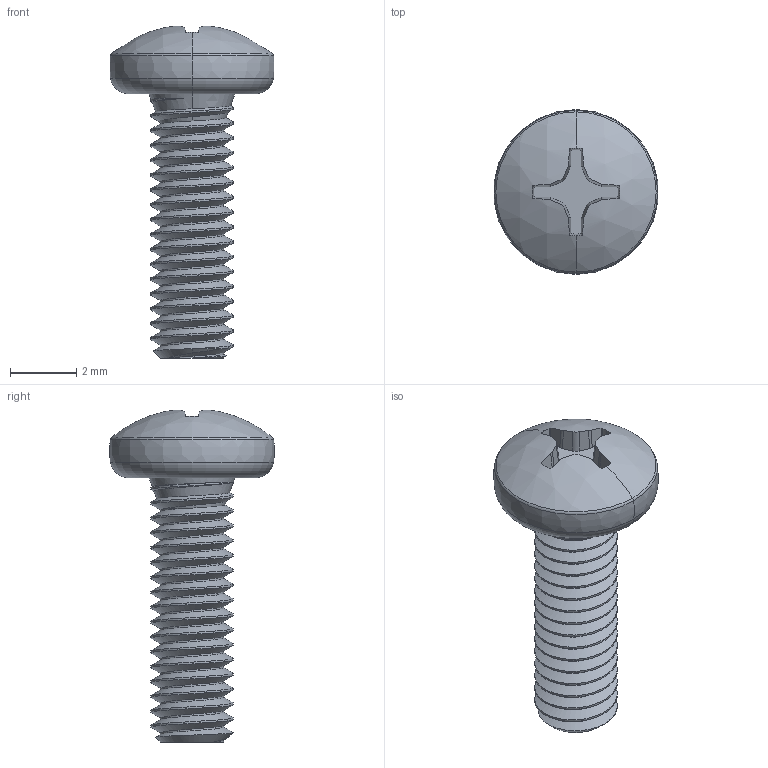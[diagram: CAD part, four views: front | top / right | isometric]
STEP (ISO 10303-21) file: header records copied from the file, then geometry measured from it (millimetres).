
FILE_DESCRIPTION (( 'STEP AP203' ), '1' );
FILE_NAME ('92000A105_Passivated 18-8 Stainless Steel Pan Head Phillips Screws.STEP', '2022-12-02T17:26:11', ( 'Administrator' ), ( 'Managed by Terraform' ), 'SwSTEP 2.0', 'SolidWorks 2017', '' );
FILE_SCHEMA (( 'CONFIG_CONTROL_DESIGN' ));
Length unit declared in the file: millimetre
Products named in the file (1): 92000A105_Passivated 18-8 Stainless Steel Pan Head Phillips Screws
Bounding box: 4.96 x 4.99 x 10.06 mm (x, y, z)
Volume: 60.8 mm3; surface area: 152.5 mm2
Topology: 1 solids, 1 shells, 103 faces, 284 edges, 184 vertices
Faces by surface type: cylinder 46, plane 19, bspline 17, cone 13, torus 6, sphere 2
Entity records: 6055 total; most frequent: CARTESIAN_POINT 3755, ORIENTED_EDGE 568, DIRECTION 363, EDGE_CURVE 284, VERTEX_POINT 184, AXIS2_PLACEMENT_3D 138, EDGE_LOOP 104, FACE_OUTER_BOUND 103
